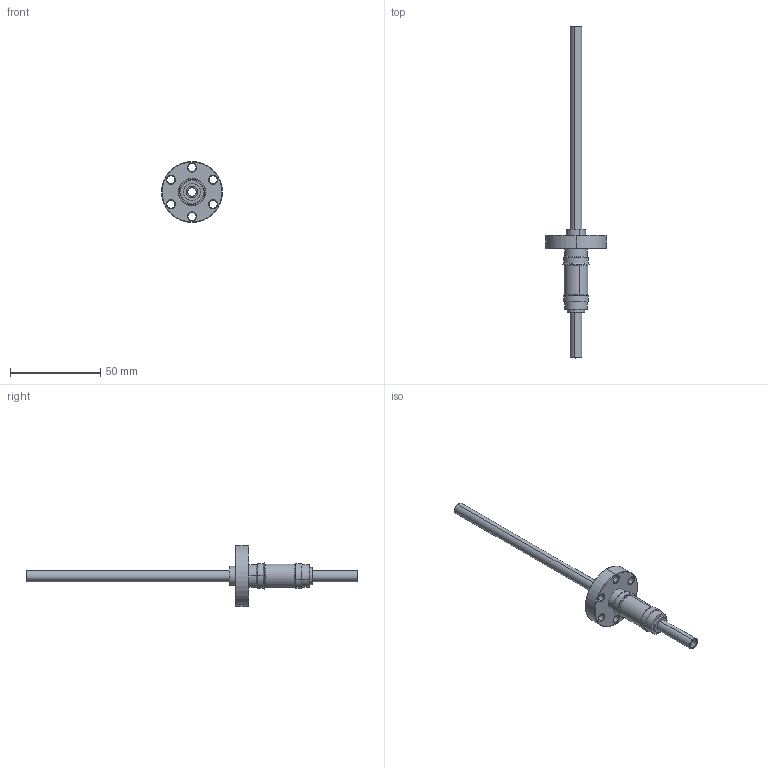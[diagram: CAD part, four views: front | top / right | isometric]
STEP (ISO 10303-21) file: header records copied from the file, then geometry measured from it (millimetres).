
FILE_DESCRIPTION (( 'STEP AP203' ), '1' );
FILE_NAME ('A0049-2-CF.STEP', '2019-10-23T14:27:25', ( '' ), ( '' ), 'SwSTEP 2.0', 'SolidWorks 2019', '' );
FILE_SCHEMA (( 'CONFIG_CONTROL_DESIGN' ));
Length unit declared in the file: inch
Products named in the file (1): A0049-2-CF
Bounding box: 33.78 x 184.15 x 33.78 mm (x, y, z)
Volume: 11495.6 mm3; surface area: 11944.9 mm2
Topology: 1 solids, 2 shells, 104 faces, 222 edges, 134 vertices
Faces by surface type: cylinder 50, cone 36, plane 16, torus 2
Entity records: 2935 total; most frequent: DIRECTION 568, CARTESIAN_POINT 461, ORIENTED_EDGE 444, AXIS2_PLACEMENT_3D 241, EDGE_CURVE 222, CIRCLE 136, VERTEX_POINT 134, EDGE_LOOP 132
